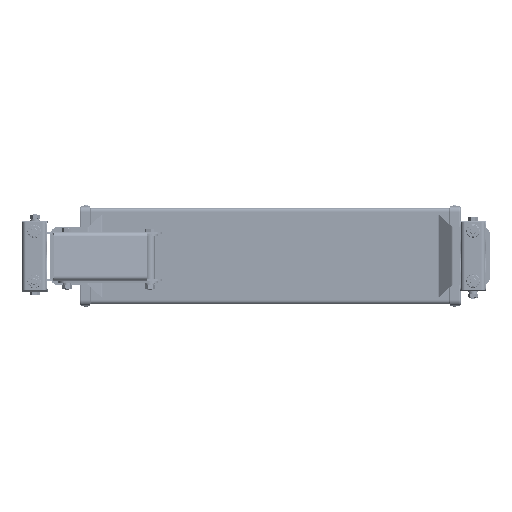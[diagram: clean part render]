
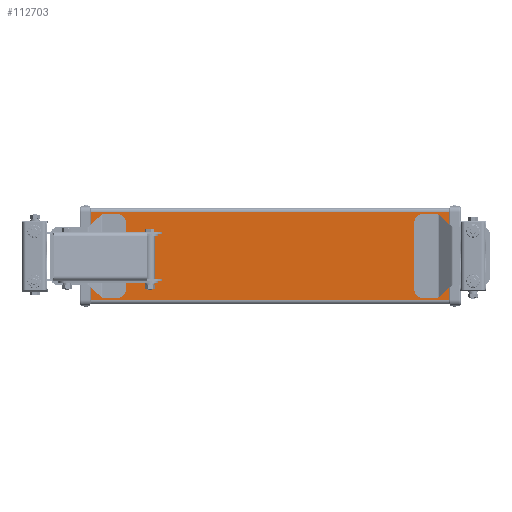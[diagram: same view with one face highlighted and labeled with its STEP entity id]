
A CAD part, front view. The second image highlights one B-rep face of the part: STEP entity #112703.
In plain terms, the highlighted planar face has unit normal (0, -1, 0).
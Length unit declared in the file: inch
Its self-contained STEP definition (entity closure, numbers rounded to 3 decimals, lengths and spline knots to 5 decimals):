
#844 = VERTEX_POINT ( 'NONE', #37117 ) ;
#2731 = EDGE_CURVE ( 'NONE', #92298, #29294, #68137, .T. ) ;
#6221 = EDGE_CURVE ( 'NONE', #67234, #22500, #55550, .T. ) ;
#6664 = VERTEX_POINT ( 'NONE', #12940 ) ;
#7039 = CARTESIAN_POINT ( 'NONE',  ( -16.46112, 0.07874, -1.1811 ) ) ;
#7488 = CIRCLE ( 'NONE', #100199, 0.1378 ) ;
#8190 = DIRECTION ( 'NONE',  ( 0., 0., 1. ) ) ;
#8875 = DIRECTION ( 'NONE',  ( 0., 0., -1. ) ) ;
#9027 = DIRECTION ( 'NONE',  ( 0., -1., 0. ) ) ;
#9073 = DIRECTION ( 'NONE',  ( 0., -1., 0. ) ) ;
#9262 = ORIENTED_EDGE ( 'NONE', *, *, #6221, .F. ) ;
#10015 = AXIS2_PLACEMENT_3D ( 'NONE', #7039, #80071, #17446 ) ;
#10424 = CARTESIAN_POINT ( 'NONE',  ( -16.46112, 0.07874, 1.1811 ) ) ;
#12940 = CARTESIAN_POINT ( 'NONE',  ( -1.47638, 0.07874, 1.04331 ) ) ;
#12941 = CARTESIAN_POINT ( 'NONE',  ( -1.47638, 0.07874, -1.04331 ) ) ;
#14505 = EDGE_LOOP ( 'NONE', ( #58298, #130202 ) ) ;
#14778 = AXIS2_PLACEMENT_3D ( 'NONE', #98327, #35734, #108765 ) ;
#15473 = DIRECTION ( 'NONE',  ( 0., -1., 0. ) ) ;
#16641 = VERTEX_POINT ( 'NONE', #77914 ) ;
#17446 = DIRECTION ( 'NONE',  ( 0., 0., 1. ) ) ;
#22500 = VERTEX_POINT ( 'NONE', #135010 ) ;
#23329 = CIRCLE ( 'NONE', #95394, 0.1378 ) ;
#24008 = DIRECTION ( 'NONE',  ( 1., 0., 0. ) ) ;
#24198 = FACE_BOUND ( 'NONE', #14505, .T. ) ;
#25641 = DIRECTION ( 'NONE',  ( 0., -1., 0. ) ) ;
#26884 = ORIENTED_EDGE ( 'NONE', *, *, #88213, .F. ) ;
#27725 = VERTEX_POINT ( 'NONE', #30267 ) ;
#28560 = CARTESIAN_POINT ( 'NONE',  ( -1.47638, 0.07874, 1.3189 ) ) ;
#29294 = VERTEX_POINT ( 'NONE', #42914 ) ;
#30036 = VERTEX_POINT ( 'NONE', #58347 ) ;
#30267 = CARTESIAN_POINT ( 'NONE',  ( -1.47638, 0.07874, -1.3189 ) ) ;
#30285 = ORIENTED_EDGE ( 'NONE', *, *, #44274, .T. ) ;
#30362 = VERTEX_POINT ( 'NONE', #12941 ) ;
#33627 = CARTESIAN_POINT ( 'NONE',  ( -17.42569, 0.07874, -2.08465 ) ) ;
#34593 = CARTESIAN_POINT ( 'NONE',  ( -17.42569, 0.07874, 2.08465 ) ) ;
#35734 = DIRECTION ( 'NONE',  ( 0., -1., 0. ) ) ;
#36898 = DIRECTION ( 'NONE',  ( 0., -1., 0. ) ) ;
#37117 = CARTESIAN_POINT ( 'NONE',  ( -17.38632, 0.07874, -2.08465 ) ) ;
#37244 = CARTESIAN_POINT ( 'NONE',  ( -17.42569, 0.07874, -2.08465 ) ) ;
#37351 = FACE_BOUND ( 'NONE', #120781, .T. ) ;
#42914 = CARTESIAN_POINT ( 'NONE',  ( -16.46112, 0.07874, 1.3189 ) ) ;
#44274 = EDGE_CURVE ( 'NONE', #67234, #844, #111090, .T. ) ;
#45213 = EDGE_LOOP ( 'NONE', ( #9262, #30285, #79828, #109354 ) ) ;
#47747 = DIRECTION ( 'NONE',  ( 0., 0., 1. ) ) ;
#48993 = EDGE_CURVE ( 'NONE', #30362, #27725, #23329, .T. ) ;
#51071 = DIRECTION ( 'NONE',  ( 0., 0., -1. ) ) ;
#55550 = LINE ( 'NONE', #34593, #135508 ) ;
#56276 = LINE ( 'NONE', #33627, #105226 ) ;
#58298 = ORIENTED_EDGE ( 'NONE', *, *, #106548, .F. ) ;
#58347 = CARTESIAN_POINT ( 'NONE',  ( -16.46112, 0.07874, -1.04331 ) ) ;
#58731 = CIRCLE ( 'NONE', #67716, 0.1378 ) ;
#59220 = CIRCLE ( 'NONE', #114253, 0.1378 ) ;
#63477 = ORIENTED_EDGE ( 'NONE', *, *, #69604, .F. ) ;
#64890 = CARTESIAN_POINT ( 'NONE',  ( -0.55118, 0.07874, -2.08465 ) ) ;
#65876 = AXIS2_PLACEMENT_3D ( 'NONE', #10424, #9073, #8190 ) ;
#66230 = EDGE_CURVE ( 'NONE', #844, #85297, #56276, .T. ) ;
#67234 = VERTEX_POINT ( 'NONE', #130498 ) ;
#67716 = AXIS2_PLACEMENT_3D ( 'NONE', #78063, #15473, #88599 ) ;
#68137 = CIRCLE ( 'NONE', #65876, 0.1378 ) ;
#69604 = EDGE_CURVE ( 'NONE', #16641, #30036, #58731, .T. ) ;
#69615 = AXIS2_PLACEMENT_3D ( 'NONE', #37244, #110279, #47747 ) ;
#69889 = EDGE_LOOP ( 'NONE', ( #105702, #93800 ) ) ;
#71483 = DIRECTION ( 'NONE',  ( 0., -1., 0. ) ) ;
#71631 = CARTESIAN_POINT ( 'NONE',  ( -1.47638, 0.07874, -1.1811 ) ) ;
#75101 = CIRCLE ( 'NONE', #10015, 0.1378 ) ;
#75318 = DIRECTION ( 'NONE',  ( 0., 0., 1. ) ) ;
#76544 = FACE_BOUND ( 'NONE', #80050, .T. ) ;
#77914 = CARTESIAN_POINT ( 'NONE',  ( -16.46112, 0.07874, -1.3189 ) ) ;
#78063 = CARTESIAN_POINT ( 'NONE',  ( -16.46112, 0.07874, -1.1811 ) ) ;
#79828 = ORIENTED_EDGE ( 'NONE', *, *, #66230, .T. ) ;
#80050 = EDGE_LOOP ( 'NONE', ( #99652, #86920 ) ) ;
#80071 = DIRECTION ( 'NONE',  ( 0., -1., 0. ) ) ;
#82113 = DIRECTION ( 'NONE',  ( 0., 0., -1. ) ) ;
#85297 = VERTEX_POINT ( 'NONE', #114890 ) ;
#86158 = DIRECTION ( 'NONE',  ( 1., 0., 0. ) ) ;
#86920 = ORIENTED_EDGE ( 'NONE', *, *, #124269, .F. ) ;
#88213 = EDGE_CURVE ( 'NONE', #30036, #16641, #75101, .T. ) ;
#88320 = CARTESIAN_POINT ( 'NONE',  ( -1.47638, 0.07874, 1.1811 ) ) ;
#88599 = DIRECTION ( 'NONE',  ( 0., 0., 1. ) ) ;
#92298 = VERTEX_POINT ( 'NONE', #128092 ) ;
#93800 = ORIENTED_EDGE ( 'NONE', *, *, #108675, .F. ) ;
#95047 = EDGE_CURVE ( 'NONE', #6664, #115355, #59220, .T. ) ;
#95394 = AXIS2_PLACEMENT_3D ( 'NONE', #133916, #71483, #8875 ) ;
#98327 = CARTESIAN_POINT ( 'NONE',  ( -16.46112, 0.07874, 1.1811 ) ) ;
#98788 = DIRECTION ( 'NONE',  ( 0., 0., -1. ) ) ;
#99508 = CARTESIAN_POINT ( 'NONE',  ( -1.47638, 0.07874, 1.1811 ) ) ;
#99652 = ORIENTED_EDGE ( 'NONE', *, *, #95047, .F. ) ;
#100199 = AXIS2_PLACEMENT_3D ( 'NONE', #88320, #25641, #98788 ) ;
#101075 = LINE ( 'NONE', #64890, #104353 ) ;
#104114 = CIRCLE ( 'NONE', #14778, 0.1378 ) ;
#104305 = FACE_BOUND ( 'NONE', #69889, .T. ) ;
#104353 = VECTOR ( 'NONE', #75318, 39.37008 ) ;
#105226 = VECTOR ( 'NONE', #86158, 39.37008 ) ;
#105702 = ORIENTED_EDGE ( 'NONE', *, *, #2731, .F. ) ;
#106548 = EDGE_CURVE ( 'NONE', #27725, #30362, #107083, .T. ) ;
#107083 = CIRCLE ( 'NONE', #107224, 0.1378 ) ;
#107224 = AXIS2_PLACEMENT_3D ( 'NONE', #71631, #9027, #82113 ) ;
#108675 = EDGE_CURVE ( 'NONE', #29294, #92298, #104114, .T. ) ;
#108765 = DIRECTION ( 'NONE',  ( 0., 0., 1. ) ) ;
#109354 = ORIENTED_EDGE ( 'NONE', *, *, #127079, .T. ) ;
#109957 = DIRECTION ( 'NONE',  ( 0., 0., -1. ) ) ;
#110279 = DIRECTION ( 'NONE',  ( 0., 1., 0. ) ) ;
#111090 = LINE ( 'NONE', #113617, #117652 ) ;
#112703 = ADVANCED_FACE ( 'NONE', ( #37351, #104305, #24198, #76544, #132033 ), #120331, .F. ) ;
#113617 = CARTESIAN_POINT ( 'NONE',  ( -17.38632, 0.07874, -2.08465 ) ) ;
#114253 = AXIS2_PLACEMENT_3D ( 'NONE', #99508, #36898, #109957 ) ;
#114890 = CARTESIAN_POINT ( 'NONE',  ( -0.55118, 0.07874, -2.08465 ) ) ;
#115355 = VERTEX_POINT ( 'NONE', #28560 ) ;
#117652 = VECTOR ( 'NONE', #51071, 39.37008 ) ;
#120331 = PLANE ( 'NONE',  #69615 ) ;
#120781 = EDGE_LOOP ( 'NONE', ( #63477, #26884 ) ) ;
#124269 = EDGE_CURVE ( 'NONE', #115355, #6664, #7488, .T. ) ;
#127079 = EDGE_CURVE ( 'NONE', #85297, #22500, #101075, .T. ) ;
#128092 = CARTESIAN_POINT ( 'NONE',  ( -16.46112, 0.07874, 1.04331 ) ) ;
#130202 = ORIENTED_EDGE ( 'NONE', *, *, #48993, .F. ) ;
#130498 = CARTESIAN_POINT ( 'NONE',  ( -17.38632, 0.07874, 2.08465 ) ) ;
#132033 = FACE_OUTER_BOUND ( 'NONE', #45213, .T. ) ;
#133916 = CARTESIAN_POINT ( 'NONE',  ( -1.47638, 0.07874, -1.1811 ) ) ;
#135010 = CARTESIAN_POINT ( 'NONE',  ( -0.55118, 0.07874, 2.08465 ) ) ;
#135508 = VECTOR ( 'NONE', #24008, 39.37008 ) ;
